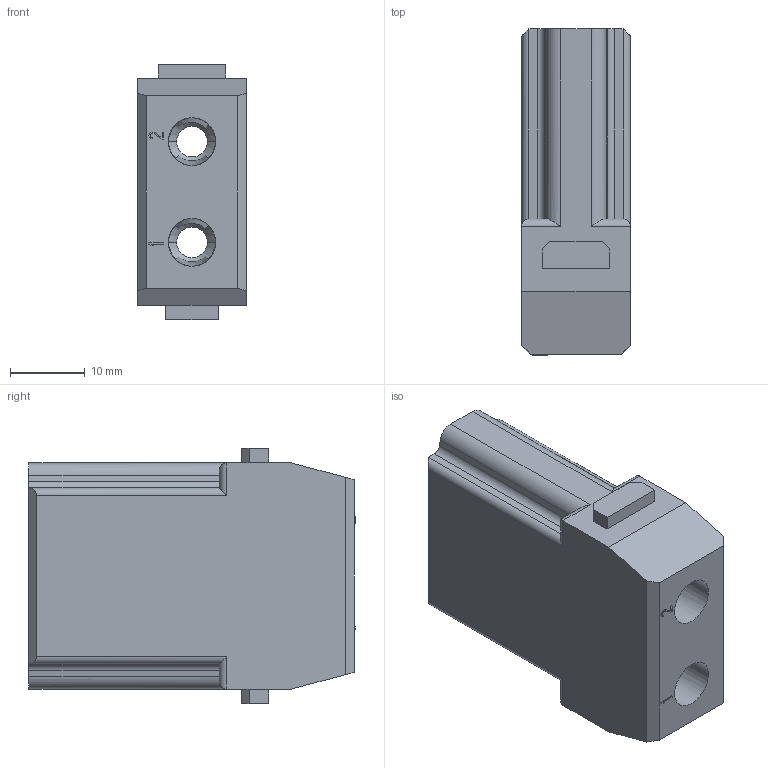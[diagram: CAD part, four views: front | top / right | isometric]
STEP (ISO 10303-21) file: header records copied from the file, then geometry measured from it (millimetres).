
FILE_DESCRIPTION((''),'2;1');
FILE_NAME('HMK-002-MC_50','2017-05-17T',('tl.yang'),(''),'PRO/ENGINEER BY PARAMETRIC TECHNOLOGY CORPORATION, 2011500','PRO/ENGINEER BY PARAMETRIC TECHNOLOGY CORPORATION, 2011500','');
FILE_SCHEMA(('CONFIG_CONTROL_DESIGN'));
Length unit declared in the file: millimetre
Products named in the file (1): HMK-002-MC_50
Bounding box: 14.6 x 43.7 x 34.2 mm (x, y, z)
Volume: 12989.5 mm3; surface area: 6924 mm2
Topology: 1 solids, 5 shells, 257 faces, 678 edges, 444 vertices
Faces by surface type: plane 188, cylinder 45, cone 20, torus 4
Entity records: 7987 total; most frequent: CARTESIAN_POINT 1556, ORIENTED_EDGE 1356, DIRECTION 1260, EDGE_CURVE 678, VECTOR 538, LINE 538, VERTEX_POINT 444, AXIS2_PLACEMENT_3D 361
